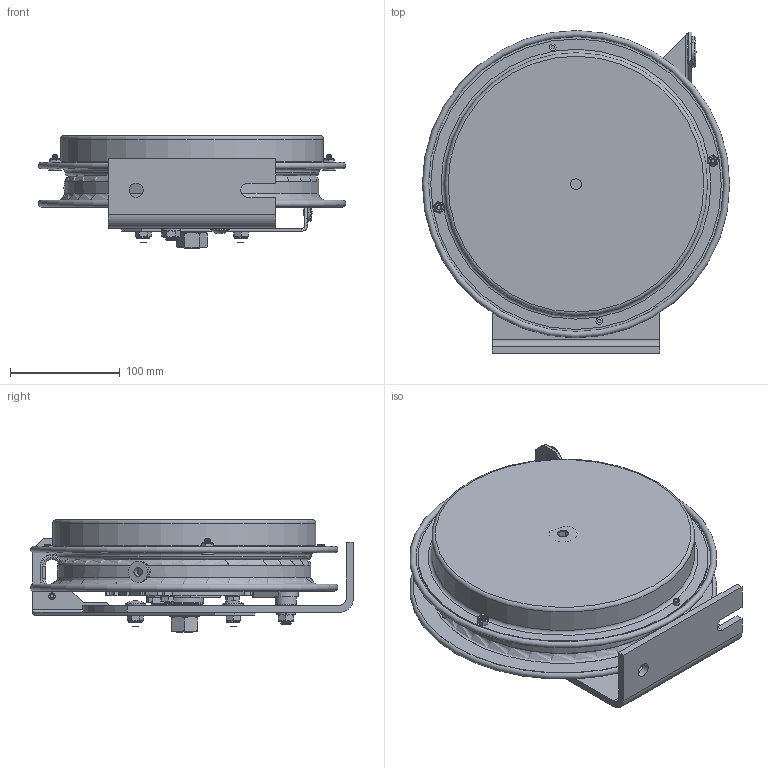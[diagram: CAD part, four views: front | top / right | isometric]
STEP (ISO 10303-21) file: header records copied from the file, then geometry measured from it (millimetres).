
FILE_DESCRIPTION(/* description */ (''),/* implementation_level */ '2;1');
FILE_NAME(/* name */ 'SD-50-1_SHARED.stp',/* time_stamp */ '2020-02-05T15:59:32-07:00',/* author */ ('NMelton'),/* organization */ (''),/* preprocessor_version */ 'ST-DEVELOPER v17',/* originating_system */ 'Autodesk Inventor 2019',/* authorisation */ '');
FILE_SCHEMA (('AUTOMOTIVE_DESIGN { 1 0 10303 214 3 1 1 }'));
Products named in the file (1): SD-50-1_SHARED
Bounding box: 279.39 x 293.49 x 102.55 mm (x, y, z)
Surface area: 448551.8 mm2 (no closed solid volume)
Topology: 0 solids, 77 shells, 1300 faces, 4491 edges, 3196 vertices
Faces by surface type: plane 546, bspline 372, cylinder 242, cone 85, torus 48, sphere 7
Full cylindrical faces by diameter (mm): 2.54 x1, 3.048 x1, 4.699 x2, 4.826 x2, 5.08 x1, 5.563 x4, 7.925 x1, 7.938 x1, 9.906 x1, 10.16 x2, 11.227 x2, 12.192 x3, 12.548 x1, 12.7 x2, 15.875 x1, 19.05 x3, 25.362 x1, 28.575 x1, 34.925 x1, 35.052 x1, 239.014 x1, 264.16 x2
Entity records: 57015 total; most frequent: CARTESIAN_POINT 20089, ORIENTED_EDGE 7413, DIRECTION 6140, EDGE_CURVE 4490, VERTEX_POINT 3196, LINE 2282, VECTOR 2282, AXIS2_PLACEMENT_3D 1929
